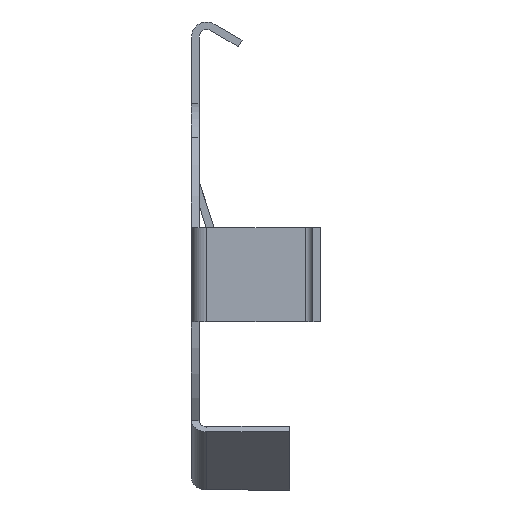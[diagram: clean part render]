
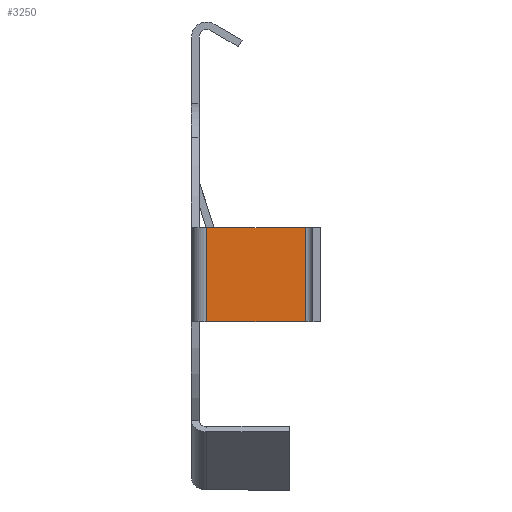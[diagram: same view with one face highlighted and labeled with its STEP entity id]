
A CAD part, left-side view. The second image highlights one B-rep face of the part: STEP entity #3250.
In plain terms, the highlighted planar face has unit normal (-1, 0, 0).
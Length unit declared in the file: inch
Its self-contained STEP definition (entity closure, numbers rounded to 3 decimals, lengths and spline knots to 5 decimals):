
#36 = CARTESIAN_POINT ( 'NONE',  ( -0.335, -0.151, -0.2525 ) ) ;
#72 = PLANE ( 'NONE',  #2940 ) ;
#111 = CARTESIAN_POINT ( 'NONE',  ( -0.335, -0.01, -0.3775 ) ) ;
#617 = ORIENTED_EDGE ( 'NONE', *, *, #3319, .F. ) ;
#768 = VECTOR ( 'NONE', #3409, 39.37008 ) ;
#815 = EDGE_CURVE ( 'NONE', #2821, #1078, #2543, .T. ) ;
#817 = CARTESIAN_POINT ( 'NONE',  ( -0.335, -0.02, -0.2525 ) ) ;
#978 = VECTOR ( 'NONE', #3656, 39.37008 ) ;
#1071 = VECTOR ( 'NONE', #3130, 39.37008 ) ;
#1078 = VERTEX_POINT ( 'NONE', #4836 ) ;
#1240 = CARTESIAN_POINT ( 'NONE',  ( -0.335, 0., 0. ) ) ;
#1502 = ORIENTED_EDGE ( 'NONE', *, *, #815, .F. ) ;
#1608 = DIRECTION ( 'NONE',  ( 0., 1., 0. ) ) ;
#1757 = EDGE_CURVE ( 'NONE', #4031, #3970, #2877, .T. ) ;
#1818 = FACE_OUTER_BOUND ( 'NONE', #4927, .T. ) ;
#1861 = VECTOR ( 'NONE', #2895, 39.37008 ) ;
#1971 = LINE ( 'NONE', #36, #1071 ) ;
#2543 = LINE ( 'NONE', #4297, #768 ) ;
#2821 = VERTEX_POINT ( 'NONE', #4546 ) ;
#2877 = LINE ( 'NONE', #3349, #1861 ) ;
#2895 = DIRECTION ( 'NONE',  ( 0., 0., 1. ) ) ;
#2940 = AXIS2_PLACEMENT_3D ( 'NONE', #1240, #4036, #1608 ) ;
#3026 = LINE ( 'NONE', #111, #978 ) ;
#3130 = DIRECTION ( 'NONE',  ( 0., -1., 0. ) ) ;
#3250 = ADVANCED_FACE ( 'NONE', ( #1818 ), #72, .F. ) ;
#3319 = EDGE_CURVE ( 'NONE', #1078, #4031, #3026, .T. ) ;
#3349 = CARTESIAN_POINT ( 'NONE',  ( -0.335, -0.02, -0.3775 ) ) ;
#3355 = ORIENTED_EDGE ( 'NONE', *, *, #1757, .F. ) ;
#3409 = DIRECTION ( 'NONE',  ( 0., 0., -1. ) ) ;
#3496 = ORIENTED_EDGE ( 'NONE', *, *, #5016, .F. ) ;
#3656 = DIRECTION ( 'NONE',  ( 0., 1., 0. ) ) ;
#3970 = VERTEX_POINT ( 'NONE', #817 ) ;
#4031 = VERTEX_POINT ( 'NONE', #4406 ) ;
#4036 = DIRECTION ( 'NONE',  ( 1., 0., 0. ) ) ;
#4297 = CARTESIAN_POINT ( 'NONE',  ( -0.335, -0.151, 0. ) ) ;
#4406 = CARTESIAN_POINT ( 'NONE',  ( -0.335, -0.02, -0.3775 ) ) ;
#4546 = CARTESIAN_POINT ( 'NONE',  ( -0.335, -0.151, -0.2525 ) ) ;
#4836 = CARTESIAN_POINT ( 'NONE',  ( -0.335, -0.151, -0.3775 ) ) ;
#4927 = EDGE_LOOP ( 'NONE', ( #617, #1502, #3496, #3355 ) ) ;
#5016 = EDGE_CURVE ( 'NONE', #3970, #2821, #1971, .T. ) ;
